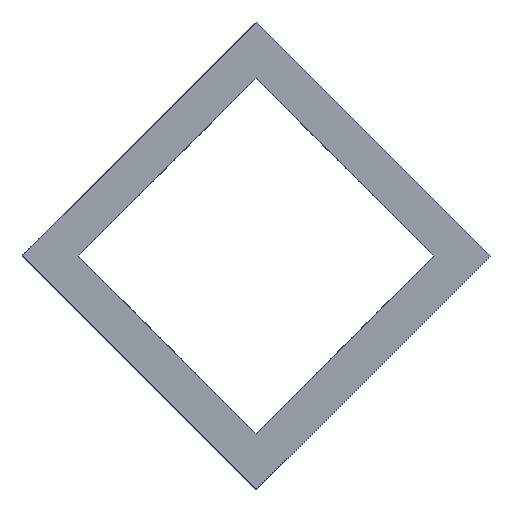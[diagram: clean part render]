
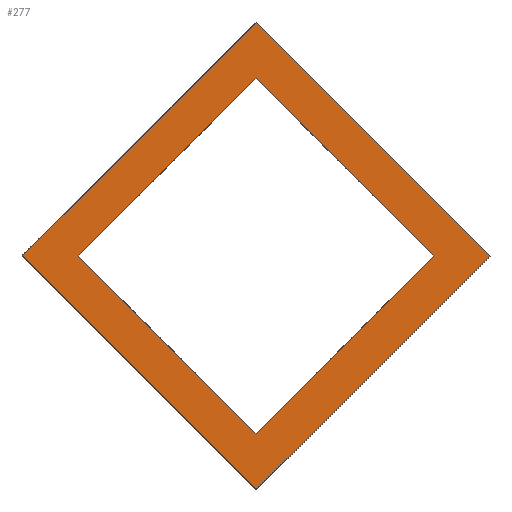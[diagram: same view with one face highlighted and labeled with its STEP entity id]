
A CAD part, front view. The second image highlights one B-rep face of the part: STEP entity #277.
In plain terms, the highlighted face is planar.
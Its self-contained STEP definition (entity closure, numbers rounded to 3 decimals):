
#19=LINE('',#416,#43);
#23=LINE('',#424,#47);
#26=LINE('',#430,#50);
#29=LINE('',#435,#53);
#31=LINE('',#440,#55);
#35=LINE('',#448,#59);
#38=LINE('',#454,#62);
#41=LINE('',#459,#65);
#43=VECTOR('',#347,10.);
#47=VECTOR('',#353,10.);
#50=VECTOR('',#358,10.);
#53=VECTOR('',#363,10.);
#55=VECTOR('',#367,10.);
#59=VECTOR('',#373,10.);
#62=VECTOR('',#378,10.);
#65=VECTOR('',#383,10.);
#75=PLANE('',#314);
#89=FACE_BOUND('',#130,.T.);
#103=FACE_OUTER_BOUND('',#129,.T.);
#129=EDGE_LOOP('',(#245,#246,#247,#248));
#130=EDGE_LOOP('',(#249,#250,#251,#252));
#149=VERTEX_POINT('',#414);
#150=VERTEX_POINT('',#415);
#153=VERTEX_POINT('',#423);
#155=VERTEX_POINT('',#429);
#157=VERTEX_POINT('',#438);
#158=VERTEX_POINT('',#439);
#161=VERTEX_POINT('',#447);
#163=VERTEX_POINT('',#453);
#173=EDGE_CURVE('',#149,#150,#19,.T.);
#177=EDGE_CURVE('',#150,#153,#23,.T.);
#180=EDGE_CURVE('',#153,#155,#26,.T.);
#183=EDGE_CURVE('',#155,#149,#29,.T.);
#185=EDGE_CURVE('',#157,#158,#31,.T.);
#189=EDGE_CURVE('',#158,#161,#35,.T.);
#192=EDGE_CURVE('',#161,#163,#38,.T.);
#195=EDGE_CURVE('',#163,#157,#41,.T.);
#245=ORIENTED_EDGE('',*,*,#185,.F.);
#246=ORIENTED_EDGE('',*,*,#195,.F.);
#247=ORIENTED_EDGE('',*,*,#192,.F.);
#248=ORIENTED_EDGE('',*,*,#189,.F.);
#249=ORIENTED_EDGE('',*,*,#173,.T.);
#250=ORIENTED_EDGE('',*,*,#177,.T.);
#251=ORIENTED_EDGE('',*,*,#180,.T.);
#252=ORIENTED_EDGE('',*,*,#183,.T.);
#277=ADVANCED_FACE('',(#103,#89),#75,.T.);
#314=AXIS2_PLACEMENT_3D('',#461,#385,#386);
#347=DIRECTION('',(0.,-1.,0.));
#353=DIRECTION('',(-1.,0.,0.));
#358=DIRECTION('',(0.,1.,0.));
#363=DIRECTION('',(1.,0.,0.));
#367=DIRECTION('',(0.,-1.,0.));
#373=DIRECTION('',(-1.,0.,0.));
#378=DIRECTION('',(0.,1.,0.));
#383=DIRECTION('',(1.,0.,0.));
#385=DIRECTION('center_axis',(0.,0.,1.));
#386=DIRECTION('ref_axis',(1.,0.,0.));
#414=CARTESIAN_POINT('',(9.5,9.5,1200.));
#415=CARTESIAN_POINT('',(9.5,-9.5,1200.));
#416=CARTESIAN_POINT('',(9.5,4.75,1200.));
#423=CARTESIAN_POINT('',(-9.5,-9.5,1200.));
#424=CARTESIAN_POINT('',(4.75,-9.5,1200.));
#429=CARTESIAN_POINT('',(-9.5,9.5,1200.));
#430=CARTESIAN_POINT('',(-9.5,-4.75,1200.));
#435=CARTESIAN_POINT('',(-4.75,9.5,1200.));
#438=CARTESIAN_POINT('',(12.5,12.5,1200.));
#439=CARTESIAN_POINT('',(12.5,-12.5,1200.));
#440=CARTESIAN_POINT('',(12.5,12.5,1200.));
#447=CARTESIAN_POINT('',(-12.5,-12.5,1200.));
#448=CARTESIAN_POINT('',(12.5,-12.5,1200.));
#453=CARTESIAN_POINT('',(-12.5,12.5,1200.));
#454=CARTESIAN_POINT('',(-12.5,-12.5,1200.));
#459=CARTESIAN_POINT('',(-12.5,12.5,1200.));
#461=CARTESIAN_POINT('Origin',(0.,0.,
1200.));
